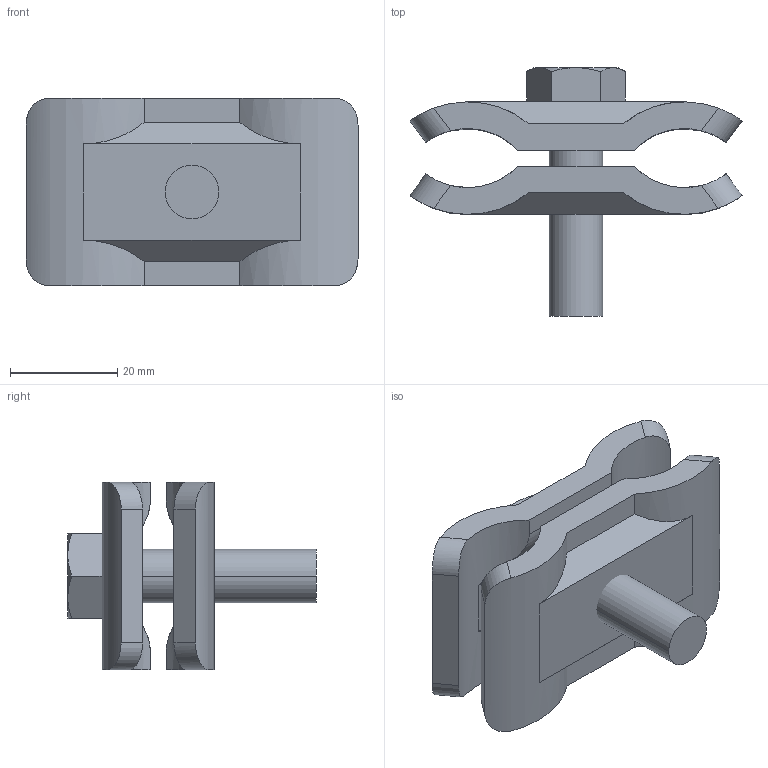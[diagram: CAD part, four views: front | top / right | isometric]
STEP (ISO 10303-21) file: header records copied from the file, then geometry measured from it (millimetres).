
FILE_DESCRIPTION (( 'STEP AP214' ), '1' );
FILE_NAME ('5315557.stp', '2023-04-11T12:57:16', ( '' ), ( '' ), 'SwSTEP 2.0', 'SolidWorks 2022', '' );
FILE_SCHEMA (( 'AUTOMOTIVE_DESIGN' ));
Length unit declared in the file: millimetre
Products named in the file (1): 5315557
Bounding box: 62 x 46.4 x 35 mm (x, y, z)
Volume: 25824.8 mm3; surface area: 12658.5 mm2
Topology: 3 solids, 3 shells, 78 faces, 206 edges, 134 vertices
Faces by surface type: plane 38, cylinder 32, cone 8
Entity records: 5630 total; most frequent: CARTESIAN_POINT 3695, ORIENTED_EDGE 412, DIRECTION 342, EDGE_CURVE 206, VERTEX_POINT 134, AXIS2_PLACEMENT_3D 119, LINE 104, VECTOR 104
